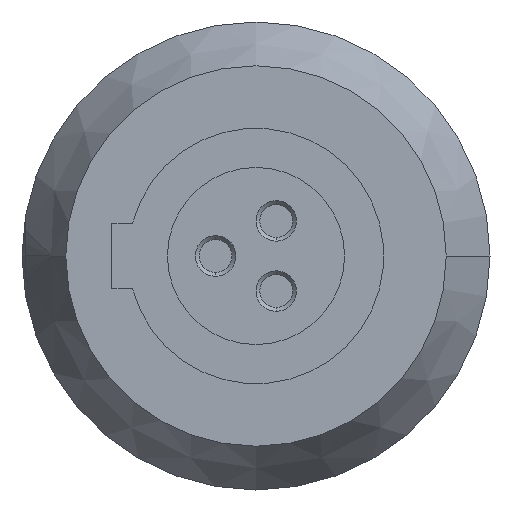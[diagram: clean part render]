
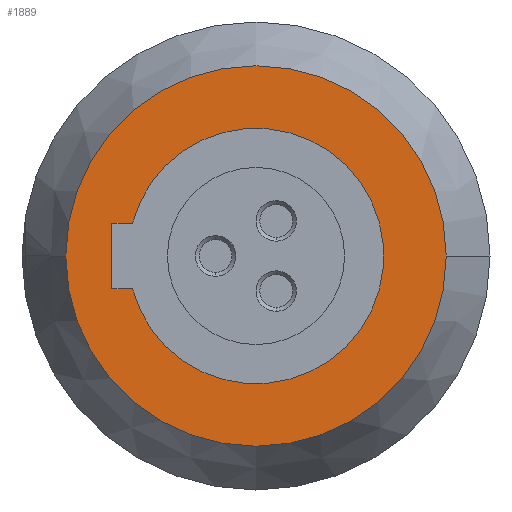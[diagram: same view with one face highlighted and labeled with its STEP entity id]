
A CAD part, left-side view. The second image highlights one B-rep face of the part: STEP entity #1889.
In plain terms, the highlighted planar face has unit normal (-1, 0, 0).
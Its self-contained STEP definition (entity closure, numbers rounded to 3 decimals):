
#388=CARTESIAN_POINT('',(-15.4,0.,0.));
#389=DIRECTION('',(-1.,0.,0.));
#390=DIRECTION('',(0.,1.,0.));
#391=AXIS2_PLACEMENT_3D('',#388,#389,#390);
#393=CARTESIAN_POINT('',(-15.4,0.,0.));
#394=DIRECTION('',(1.,0.,0.));
#395=DIRECTION('',(0.,1.,0.));
#396=AXIS2_PLACEMENT_3D('',#393,#394,#395);
#398=DIRECTION('',(0.,-1.,0.));
#399=VECTOR('',#398,0.82);
#400=CARTESIAN_POINT('',(-15.4,5.7,1.3));
#401=LINE('',#400,#399);
#402=DIRECTION('',(0.,0.,1.));
#403=VECTOR('',#402,2.6);
#404=CARTESIAN_POINT('',(-15.4,5.7,-1.3));
#405=LINE('',#404,#403);
#406=DIRECTION('',(0.,1.,0.));
#407=VECTOR('',#406,0.82);
#408=CARTESIAN_POINT('',(-15.4,4.88,-1.3));
#409=LINE('',#408,#407);
#410=CARTESIAN_POINT('',(-15.4,0.,0.));
#411=DIRECTION('',(1.,0.,0.));
#412=DIRECTION('',(0.,0.966,0.257));
#413=AXIS2_PLACEMENT_3D('',#410,#411,#412);
#1093=CARTESIAN_POINT('',(-15.4,-7.518,0.));
#1094=VERTEX_POINT('',#1093);
#1095=CARTESIAN_POINT('',(-15.4,7.518,0.));
#1096=VERTEX_POINT('',#1095);
#1265=CARTESIAN_POINT('',(-15.4,4.88,1.3));
#1266=CARTESIAN_POINT('',(-15.4,4.88,-1.3));
#1267=VERTEX_POINT('',#1265);
#1268=VERTEX_POINT('',#1266);
#1277=CARTESIAN_POINT('',(-15.4,5.7,-1.3));
#1278=VERTEX_POINT('',#1277);
#1279=CARTESIAN_POINT('',(-15.4,5.7,1.3));
#1280=VERTEX_POINT('',#1279);
#1870=CARTESIAN_POINT('',(-15.4,0.,0.));
#1871=DIRECTION('',(1.,0.,0.));
#1872=DIRECTION('',(0.,-1.,0.));
#1873=AXIS2_PLACEMENT_3D('',#1870,#1871,#1872);
#1874=PLANE('',#1873);
#1875=ORIENTED_EDGE('',*,*,#1763,.F.);
#1876=ORIENTED_EDGE('',*,*,#1856,.T.);
#1877=EDGE_LOOP('',(#1875,#1876));
#1878=FACE_OUTER_BOUND('',#1877,.F.);
#1880=ORIENTED_EDGE('',*,*,#1879,.F.);
#1882=ORIENTED_EDGE('',*,*,#1881,.F.);
#1884=ORIENTED_EDGE('',*,*,#1883,.F.);
#1886=ORIENTED_EDGE('',*,*,#1885,.F.);
#1887=EDGE_LOOP('',(#1880,#1882,#1884,#1886));
#1888=FACE_BOUND('',#1887,.F.);
#392=CIRCLE('',#391,7.518);
#397=CIRCLE('',#396,7.518);
#414=CIRCLE('',#413,5.05);
#1763=EDGE_CURVE('',#1096,#1094,#392,.T.);
#1856=EDGE_CURVE('',#1096,#1094,#397,.T.);
#1879=EDGE_CURVE('',#1267,#1268,#414,.T.);
#1881=EDGE_CURVE('',#1280,#1267,#401,.T.);
#1883=EDGE_CURVE('',#1278,#1280,#405,.T.);
#1885=EDGE_CURVE('',#1268,#1278,#409,.T.);
#1889=ADVANCED_FACE('',(#1878,#1888),#1874,.F.);
